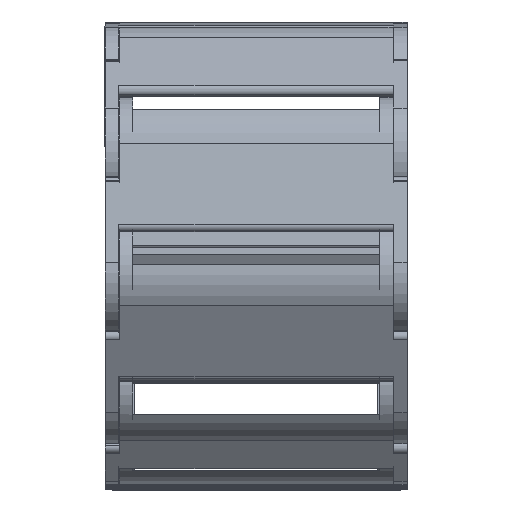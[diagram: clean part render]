
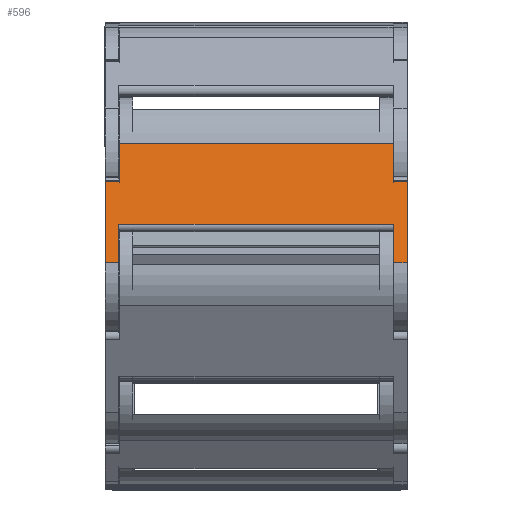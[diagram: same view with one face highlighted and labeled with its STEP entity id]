
A CAD part, top view. The second image highlights one B-rep face of the part: STEP entity #596.
In plain terms, the highlighted face is planar.
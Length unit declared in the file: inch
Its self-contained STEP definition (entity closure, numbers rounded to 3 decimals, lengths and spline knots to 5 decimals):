
#12 = EDGE_CURVE ( 'NONE', #1811, #1977, #637, .T. ) ;
#44 = VECTOR ( 'NONE', #3461, 39.37008 ) ;
#79 = VERTEX_POINT ( 'NONE', #2112 ) ;
#85 = DIRECTION ( 'NONE',  ( 0., 1., 0. ) ) ;
#195 = CARTESIAN_POINT ( 'NONE',  ( 0.87992, -0.38386, -0.14112 ) ) ;
#200 = CARTESIAN_POINT ( 'NONE',  ( -0.97047, -0.38386, -0.14112 ) ) ;
#228 = DIRECTION ( 'NONE',  ( 0., 0., 1. ) ) ;
#255 = VECTOR ( 'NONE', #1372, 39.37008 ) ;
#261 = CARTESIAN_POINT ( 'NONE',  ( 0.97047, -0.38386, 0.3937 ) ) ;
#406 = CARTESIAN_POINT ( 'NONE',  ( 0.97047, -0.38386, -0.3937 ) ) ;
#433 = DIRECTION ( 'NONE',  ( 1., 0., 0. ) ) ;
#439 = CARTESIAN_POINT ( 'NONE',  ( 0.97047, -0.38386, 0.3937 ) ) ;
#486 = DIRECTION ( 'NONE',  ( -1., 0., 0. ) ) ;
#559 = LINE ( 'NONE', #1200, #1638 ) ;
#571 = EDGE_CURVE ( 'NONE', #1643, #3979, #2671, .T. ) ;
#596 = ADVANCED_FACE ( 'NONE', ( #2042 ), #3354, .F. ) ;
#602 = VECTOR ( 'NONE', #4080, 39.37008 ) ;
#621 = VERTEX_POINT ( 'NONE', #1338 ) ;
#637 = LINE ( 'NONE', #406, #255 ) ;
#694 = CARTESIAN_POINT ( 'NONE',  ( 0.87992, -0.38386, -0.3937 ) ) ;
#757 = ORIENTED_EDGE ( 'NONE', *, *, #1562, .F. ) ;
#1047 = CARTESIAN_POINT ( 'NONE',  ( 0.88189, -0.38386, 0.3937 ) ) ;
#1088 = VERTEX_POINT ( 'NONE', #200 ) ;
#1105 = ORIENTED_EDGE ( 'NONE', *, *, #3641, .F. ) ;
#1112 = CARTESIAN_POINT ( 'NONE',  ( -0.88189, -0.38386, 0.3937 ) ) ;
#1164 = ORIENTED_EDGE ( 'NONE', *, *, #3386, .T. ) ;
#1180 = EDGE_CURVE ( 'NONE', #1088, #2833, #4096, .T. ) ;
#1200 = CARTESIAN_POINT ( 'NONE',  ( -0.87992, -0.38386, 0.3937 ) ) ;
#1332 = EDGE_CURVE ( 'NONE', #3700, #1088, #3366, .T. ) ;
#1338 = CARTESIAN_POINT ( 'NONE',  ( 0.97047, -0.38386, -0.14112 ) ) ;
#1354 = VECTOR ( 'NONE', #3405, 39.37008 ) ;
#1372 = DIRECTION ( 'NONE',  ( -1., 0., 0. ) ) ;
#1477 = AXIS2_PLACEMENT_3D ( 'NONE', #439, #85, #2319 ) ;
#1560 = VECTOR ( 'NONE', #2700, 39.37008 ) ;
#1562 = EDGE_CURVE ( 'NONE', #3949, #1811, #3706, .T. ) ;
#1605 = DIRECTION ( 'NONE',  ( -1., 0., 0. ) ) ;
#1638 = VECTOR ( 'NONE', #228, 39.37008 ) ;
#1641 = VERTEX_POINT ( 'NONE', #3855 ) ;
#1643 = VERTEX_POINT ( 'NONE', #2841 ) ;
#1667 = EDGE_CURVE ( 'NONE', #79, #3700, #1885, .T. ) ;
#1811 = VERTEX_POINT ( 'NONE', #694 ) ;
#1812 = LINE ( 'NONE', #2159, #2800 ) ;
#1863 = LINE ( 'NONE', #2168, #2124 ) ;
#1885 = LINE ( 'NONE', #261, #44 ) ;
#1890 = VECTOR ( 'NONE', #433, 39.37008 ) ;
#1923 = LINE ( 'NONE', #2592, #2394 ) ;
#1929 = EDGE_CURVE ( 'NONE', #2890, #79, #2518, .T. ) ;
#1977 = VERTEX_POINT ( 'NONE', #2491 ) ;
#2042 = FACE_OUTER_BOUND ( 'NONE', #2916, .T. ) ;
#2086 = ORIENTED_EDGE ( 'NONE', *, *, #1180, .T. ) ;
#2108 = CARTESIAN_POINT ( 'NONE',  ( 0.87992, -0.38386, 0.3937 ) ) ;
#2112 = CARTESIAN_POINT ( 'NONE',  ( -0.88189, -0.38386, 0.3937 ) ) ;
#2124 = VECTOR ( 'NONE', #3790, 39.37008 ) ;
#2159 = CARTESIAN_POINT ( 'NONE',  ( 0.97047, -0.38386, -0.14112 ) ) ;
#2168 = CARTESIAN_POINT ( 'NONE',  ( 0.97047, -0.38386, 0.3937 ) ) ;
#2225 = ORIENTED_EDGE ( 'NONE', *, *, #571, .F. ) ;
#2319 = DIRECTION ( 'NONE',  ( 0., 0., 1. ) ) ;
#2356 = CARTESIAN_POINT ( 'NONE',  ( -0.97047, -0.38386, 0.3937 ) ) ;
#2358 = DIRECTION ( 'NONE',  ( 0., 0., 1. ) ) ;
#2394 = VECTOR ( 'NONE', #1605, 39.37008 ) ;
#2491 = CARTESIAN_POINT ( 'NONE',  ( -0.87992, -0.38386, -0.3937 ) ) ;
#2518 = LINE ( 'NONE', #1112, #1560 ) ;
#2592 = CARTESIAN_POINT ( 'NONE',  ( 0.97047, -0.38386, 0.14112 ) ) ;
#2596 = CARTESIAN_POINT ( 'NONE',  ( -0.88189, -0.38386, 0.14112 ) ) ;
#2671 = LINE ( 'NONE', #1047, #3518 ) ;
#2700 = DIRECTION ( 'NONE',  ( 0., 0., 1. ) ) ;
#2730 = ORIENTED_EDGE ( 'NONE', *, *, #1332, .T. ) ;
#2800 = VECTOR ( 'NONE', #3453, 39.37008 ) ;
#2810 = ORIENTED_EDGE ( 'NONE', *, *, #3950, .F. ) ;
#2833 = VERTEX_POINT ( 'NONE', #3898 ) ;
#2841 = CARTESIAN_POINT ( 'NONE',  ( 0.88189, -0.38386, 0.14112 ) ) ;
#2890 = VERTEX_POINT ( 'NONE', #2596 ) ;
#2916 = EDGE_LOOP ( 'NONE', ( #2730, #2086, #1105, #3208, #757, #3668, #2810, #1164, #2225, #2986, #2918, #3146 ) ) ;
#2918 = ORIENTED_EDGE ( 'NONE', *, *, #1929, .T. ) ;
#2961 = EDGE_CURVE ( 'NONE', #1643, #2890, #1923, .T. ) ;
#2986 = ORIENTED_EDGE ( 'NONE', *, *, #2961, .T. ) ;
#3048 = CARTESIAN_POINT ( 'NONE',  ( -0.87992, -0.38386, -0.14112 ) ) ;
#3146 = ORIENTED_EDGE ( 'NONE', *, *, #1667, .T. ) ;
#3208 = ORIENTED_EDGE ( 'NONE', *, *, #12, .F. ) ;
#3354 = PLANE ( 'NONE',  #1477 ) ;
#3366 = LINE ( 'NONE', #3428, #602 ) ;
#3386 = EDGE_CURVE ( 'NONE', #1641, #3979, #4030, .T. ) ;
#3405 = DIRECTION ( 'NONE',  ( 0., 0., -1. ) ) ;
#3428 = CARTESIAN_POINT ( 'NONE',  ( -0.97047, -0.38386, 0.3937 ) ) ;
#3453 = DIRECTION ( 'NONE',  ( 1., 0., 0. ) ) ;
#3461 = DIRECTION ( 'NONE',  ( -1., 0., 0. ) ) ;
#3518 = VECTOR ( 'NONE', #2358, 39.37008 ) ;
#3562 = EDGE_CURVE ( 'NONE', #3949, #621, #1812, .T. ) ;
#3641 = EDGE_CURVE ( 'NONE', #1977, #2833, #559, .T. ) ;
#3668 = ORIENTED_EDGE ( 'NONE', *, *, #3562, .T. ) ;
#3669 = VECTOR ( 'NONE', #486, 39.37008 ) ;
#3700 = VERTEX_POINT ( 'NONE', #2356 ) ;
#3704 = CARTESIAN_POINT ( 'NONE',  ( 0.97047, -0.38386, 0.3937 ) ) ;
#3706 = LINE ( 'NONE', #2108, #1354 ) ;
#3790 = DIRECTION ( 'NONE',  ( 0., 0., -1. ) ) ;
#3855 = CARTESIAN_POINT ( 'NONE',  ( 0.97047, -0.38386, 0.3937 ) ) ;
#3898 = CARTESIAN_POINT ( 'NONE',  ( -0.87992, -0.38386, -0.14112 ) ) ;
#3949 = VERTEX_POINT ( 'NONE', #195 ) ;
#3950 = EDGE_CURVE ( 'NONE', #1641, #621, #1863, .T. ) ;
#3979 = VERTEX_POINT ( 'NONE', #4150 ) ;
#4030 = LINE ( 'NONE', #3704, #3669 ) ;
#4080 = DIRECTION ( 'NONE',  ( 0., 0., -1. ) ) ;
#4096 = LINE ( 'NONE', #3048, #1890 ) ;
#4150 = CARTESIAN_POINT ( 'NONE',  ( 0.88189, -0.38386, 0.3937 ) ) ;
